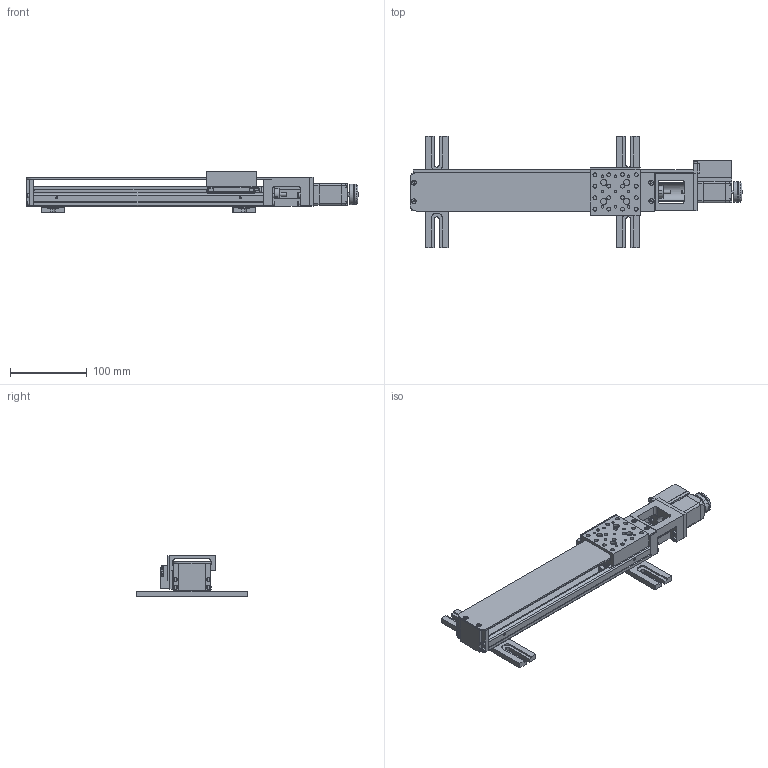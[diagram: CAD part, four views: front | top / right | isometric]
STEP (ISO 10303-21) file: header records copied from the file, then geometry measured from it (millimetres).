
FILE_DESCRIPTION(/* description */ ('','CAx-IF Rec.Pracs.---Representation and Presentation of Product Manufacturing Information (PMI)---4.0---2014-10-13'),/* implementation_level */ '2;1');
FILE_NAME(/* name */ 'TS220.stp',/* time_stamp */ '2024-11-22T11:29:43+03:00',/* author */ ('nidheg'),/* organization */ (''),/* preprocessor_version */ 'ST-DEVELOPER v18',/* originating_system */ 'Autodesk Inventor 2020',/* authorisation */ '');
FILE_SCHEMA (('AP242_MANAGED_MODEL_BASED_3D_ENGINEERING_MIM_LF { 1 0 10303 442 1 1 4 }'));
Products named in the file (3): TS220; TS220_base; TS220_carr
Assembly tree (2 placements, depth 2):
  TS220
    TS220_base
    TS220_carr
Bounding box: 433.5 x 145 x 53.5 mm (x, y, z)
Volume: 481642.9 mm3; surface area: 242229.8 mm2
Topology: 42 solids, 42 shells, 2119 faces, 5690 edges, 3719 vertices
Faces by surface type: plane 1390, cylinder 520, cone 128, torus 58, bspline 23
Full cylindrical faces by diameter (mm): 1.2 x2, 1.567 x2, 1.6 x4, 2.013 x2, 2.05 x4, 2.2 x12, 2.459 x9, 2.5 x12, 2.7 x2, 2.9 x4, 3 x12, 3.242 x17, 3.4 x13, 4 x10, 4.5 x14, 4.917 x16, 5 x6, 5.5 x22, 5.7 x2, 6 x10, 7 x10, 7.5 x1, 8 x18, 11 x2, 12 x1, 18 x1, 22 x1, 22.1 x1, 23.9 x1, 24 x1
Entity records: 71140 total; most frequent: CARTESIAN_POINT 14386, DIRECTION 11304, ORIENTED_EDGE 11296, EDGE_CURVE 5648, LINE 3794, VECTOR 3794, AXIS2_PLACEMENT_3D 3755, VERTEX_POINT 3719
